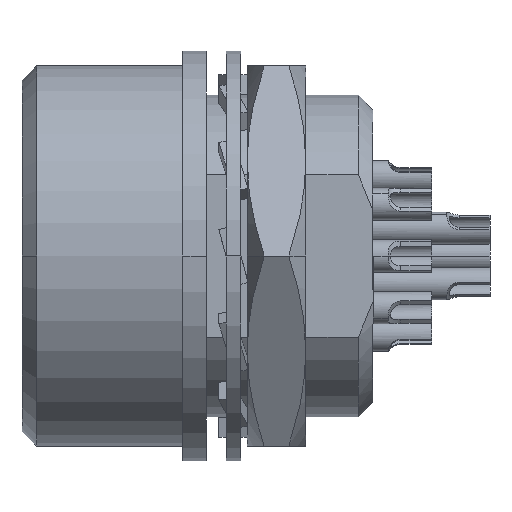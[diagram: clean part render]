
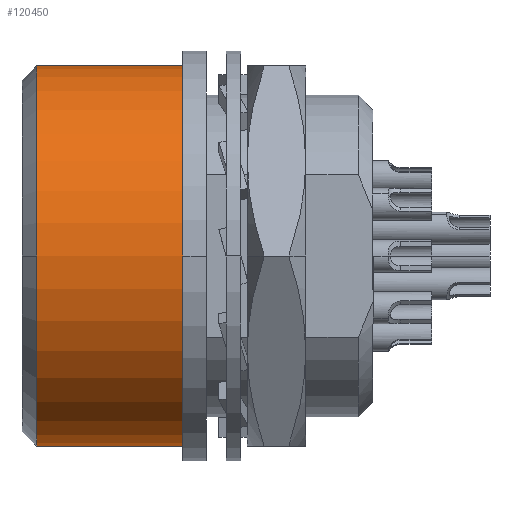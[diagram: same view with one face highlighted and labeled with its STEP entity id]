
A CAD part, left-side view. The second image highlights one B-rep face of the part: STEP entity #120450.
In plain terms, the highlighted cylindrical face has radius 6.5 mm (diameter 13 mm), a partial arc.
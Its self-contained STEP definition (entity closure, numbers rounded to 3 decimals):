
#3850=CARTESIAN_POINT('',(-6.5,11.5,0.));
#3860=VERTEX_POINT('',#3850);
#3890=CARTESIAN_POINT('',(0.,11.5,0.));
#3900=DIRECTION('',(0.,1.,0.));
#3910=DIRECTION('',(1.,0.,0.));
#3920=AXIS2_PLACEMENT_3D('',#3890,#3900,#3910);
#3930=CIRCLE('',#3920,6.5);
#3940=CARTESIAN_POINT('',(0.,11.5,-6.5));
#3950=VERTEX_POINT('',#3940);
#3960=EDGE_CURVE('',#3950,#3860,#3930,.T.);
#4120=CARTESIAN_POINT('',(0.,6.5,0.));
#4130=DIRECTION('',(0.,1.,0.));
#4140=DIRECTION('',(0.,0.,-1.));
#4150=AXIS2_PLACEMENT_3D('',#4120,#4130,#4140);
#4160=CYLINDRICAL_SURFACE('',#4150,6.5);
#4170=CARTESIAN_POINT('',(0.,6.5,-6.5));
#4180=DIRECTION('',(0.,1.,0.));
#4190=VECTOR('',#4180,1.);
#4200=LINE('',#4170,#4190);
#4210=CARTESIAN_POINT('',(0.,6.5,-6.5));
#4220=VERTEX_POINT('',#4210);
#4230=EDGE_CURVE('',#4220,#3950,#4200,.T.);
#4250=CARTESIAN_POINT('',(0.,6.5,0.));
#4260=DIRECTION('',(0.,1.,0.));
#4270=DIRECTION('',(0.,0.,-1.));
#4280=AXIS2_PLACEMENT_3D('',#4250,#4260,#4270);
#4290=CIRCLE('',#4280,6.5);
#4300=CARTESIAN_POINT('',(0.,6.5,6.5));
#4310=VERTEX_POINT('',#4300);
#4340=CARTESIAN_POINT('',(0.,6.5,6.5));
#4350=DIRECTION('',(0.,1.,0.));
#4360=VECTOR('',#4350,1.);
#4370=LINE('',#4340,#4360);
#4380=CARTESIAN_POINT('',(0.,11.5,6.5));
#4390=VERTEX_POINT('',#4380);
#4400=EDGE_CURVE('',#4310,#4390,#4370,.T.);
#4530=EDGE_CURVE('',#4220,#4310,#4290,.T.);
#120370=ORIENTED_EDGE('',*,*,#4530,.T.);
#120380=ORIENTED_EDGE('',*,*,#4230,.F.);
#120390=ORIENTED_EDGE('',*,*,#3960,.F.);
#120400=EDGE_CURVE('',#3860,#4390,#3930,.T.);
#120410=ORIENTED_EDGE('',*,*,#120400,.F.);
#120420=ORIENTED_EDGE('',*,*,#4400,.T.);
#120430=EDGE_LOOP('',(#120420,#120410,#120390,#120380,#120370));
#120440=FACE_OUTER_BOUND('',#120430,.T.);
#120450=ADVANCED_FACE('',(#120440),#4160,.T.);
